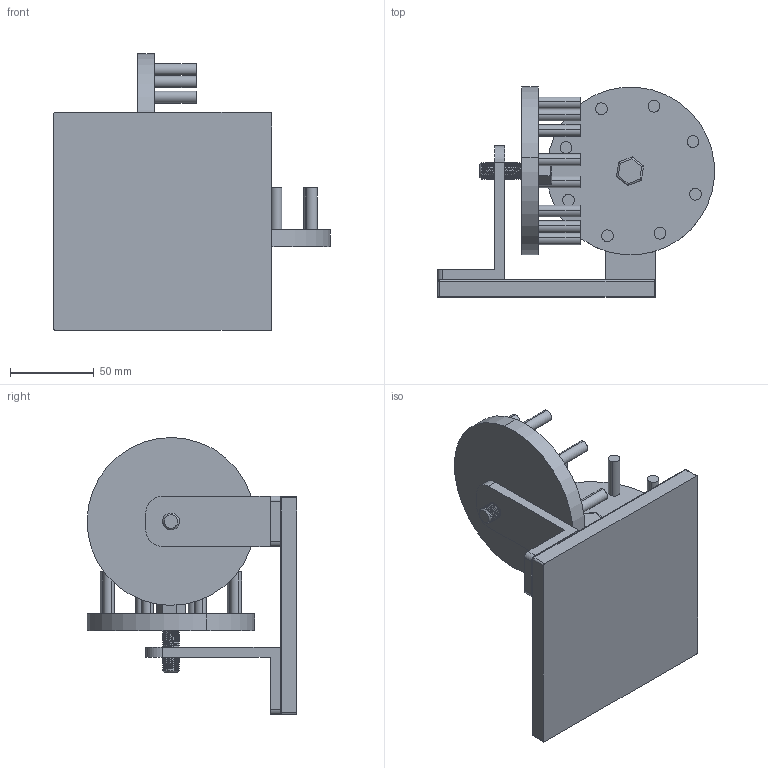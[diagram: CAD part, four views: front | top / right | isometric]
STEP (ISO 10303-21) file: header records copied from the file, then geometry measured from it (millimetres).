
FILE_DESCRIPTION (( 'STEP AP214' ), '1' );
FILE_NAME ('Assembly.STEP', '2024-04-15T15:39:57', ( 'AMIT RATHORE' ), ( '' ), 'SwSTEP 2.0', 'SolidWorks 2019', '' );
FILE_SCHEMA (( 'AUTOMOTIVE_DESIGN' ));
Length unit declared in the file: millimetre
Products named in the file (5): Assembly; base; Part1; bolt; perpendicular support
Assembly tree (7 placements, depth 2):
  Assembly
    base
    bolt  x2
    Part1  x2
    perpendicular support  x2
Bounding box: 164.83 x 124.99 x 164.99 mm (x, y, z)
Volume: 387532.1 mm3; surface area: 107619.3 mm2
Topology: 7 solids, 7 shells, 268 faces, 668 edges, 428 vertices
Faces by surface type: cylinder 174, plane 68, bspline 14, sphere 4, cone 4, torus 4
Entity records: 9109 total; most frequent: CARTESIAN_POINT 5366, ORIENTED_EDGE 700, DIRECTION 602, EDGE_CURVE 350, AXIS2_PLACEMENT_3D 226, VERTEX_POINT 224, EDGE_LOOP 156, LINE 150
